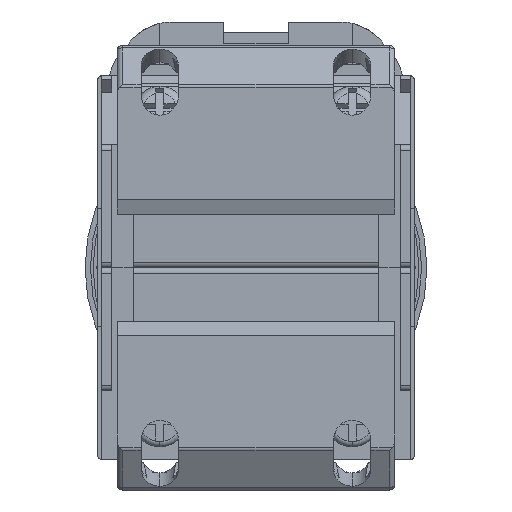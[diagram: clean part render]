
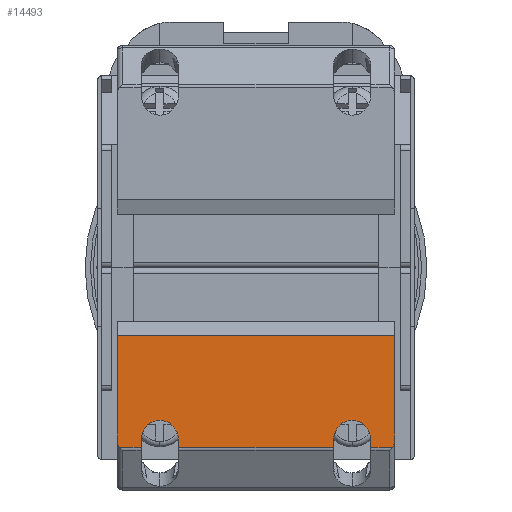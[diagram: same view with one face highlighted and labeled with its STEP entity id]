
A CAD part, front view. The second image highlights one B-rep face of the part: STEP entity #14493.
In plain terms, the highlighted planar face has unit normal (0, -1, 0).
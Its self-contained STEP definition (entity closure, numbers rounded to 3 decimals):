
#80 = CARTESIAN_POINT ( 'NONE',  ( -7.25, -61.5, -12.377 ) ) ;
#174 = CARTESIAN_POINT ( 'NONE',  ( 10.75, -61.5, -6.374 ) ) ;
#189 = CARTESIAN_POINT ( 'NONE',  ( 10.75, -61.5, -12.377 ) ) ;
#195 = VECTOR ( 'NONE', #7535, 1000. ) ;
#473 = CARTESIAN_POINT ( 'NONE',  ( 13., -61.5, -6.374 ) ) ;
#515 = LINE ( 'NONE', #4449, #3803 ) ;
#565 = EDGE_CURVE ( 'NONE', #14402, #9624, #9142, .T. ) ;
#768 = VECTOR ( 'NONE', #10754, 1000. ) ;
#951 = LINE ( 'NONE', #174, #195 ) ;
#1072 = LINE ( 'NONE', #11387, #10453 ) ;
#1307 = CARTESIAN_POINT ( 'NONE',  ( -10.75, -61.5, -16.185 ) ) ;
#1525 = CARTESIAN_POINT ( 'NONE',  ( 12.913, -61.5, -16.681 ) ) ;
#1957 = DIRECTION ( 'NONE',  ( -1., 0., 0. ) ) ;
#2025 = ORIENTED_EDGE ( 'NONE', *, *, #3034, .T. ) ;
#2507 = CARTESIAN_POINT ( 'NONE',  ( 7.25, -61.5, -16.86 ) ) ;
#2694 = VECTOR ( 'NONE', #14642, 1000. ) ;
#2907 = CARTESIAN_POINT ( 'NONE',  ( -12.913, -61.5, -16.681 ) ) ;
#2940 = DIRECTION ( 'NONE',  ( 0., 0., -1. ) ) ;
#3000 = LINE ( 'NONE', #4002, #15565 ) ;
#3034 = EDGE_CURVE ( 'NONE', #14952, #6453, #5979, .T. ) ;
#3281 = ORIENTED_EDGE ( 'NONE', *, *, #8448, .F. ) ;
#3649 = EDGE_CURVE ( 'NONE', #11137, #10239, #3738, .T. ) ;
#3656 = VECTOR ( 'NONE', #8475, 1000. ) ;
#3738 = LINE ( 'NONE', #4277, #13456 ) ;
#3755 = CARTESIAN_POINT ( 'NONE',  ( -10.75, -61.5, -12.377 ) ) ;
#3768 = EDGE_LOOP ( 'NONE', ( #9139, #2025, #11942, #4325, #4186, #15620, #5683, #6531, #3281, #11640, #7762, #7558, #8108, #12382 ) ) ;
#3803 = VECTOR ( 'NONE', #1957, 1000. ) ;
#3826 = FACE_OUTER_BOUND ( 'NONE', #3768, .T. ) ;
#3873 = CARTESIAN_POINT ( 'NONE',  ( 7.25, -61.5, -12.377 ) ) ;
#3926 = CARTESIAN_POINT ( 'NONE',  ( 10.75, -61.5, -16.185 ) ) ;
#3931 = CARTESIAN_POINT ( 'NONE',  ( -7.25, -61.5, -16.86 ) ) ;
#4002 = CARTESIAN_POINT ( 'NONE',  ( 13., -61.5, -6.374 ) ) ;
#4186 = ORIENTED_EDGE ( 'NONE', *, *, #15803, .F. ) ;
#4277 = CARTESIAN_POINT ( 'NONE',  ( -13., -61.5, -6.374 ) ) ;
#4325 = ORIENTED_EDGE ( 'NONE', *, *, #12645, .F. ) ;
#4430 = VERTEX_POINT ( 'NONE', #2507 ) ;
#4432 = AXIS2_PLACEMENT_3D ( 'NONE', #473, #12701, #5423 ) ;
#4449 = CARTESIAN_POINT ( 'NONE',  ( 13., -61.5, -16.86 ) ) ;
#4594 = EDGE_CURVE ( 'NONE', #9624, #7354, #10036, .T. ) ;
#4706 = CARTESIAN_POINT ( 'NONE',  ( 7.25, -61.5, -6.374 ) ) ;
#5086 = CARTESIAN_POINT ( 'NONE',  ( -13., -61.5, -16.039 ) ) ;
#5272 = DIRECTION ( 'NONE',  ( -1., 0., 0. ) ) ;
#5423 = DIRECTION ( 'NONE',  ( 0., 0., -1. ) ) ;
#5512 = DIRECTION ( 'NONE',  ( 0., 0., 1. ) ) ;
#5683 = ORIENTED_EDGE ( 'NONE', *, *, #14674, .T. ) ;
#5979 =( BOUNDED_CURVE ( )  B_SPLINE_CURVE ( 3, ( #11203, #3873, #189, #3926 ),
 .UNSPECIFIED., .F., .F. ) 
 B_SPLINE_CURVE_WITH_KNOTS ( ( 4, 4 ),
 ( 4.712, 7.854 ),
 .UNSPECIFIED. ) 
 CURVE ( )  GEOMETRIC_REPRESENTATION_ITEM ( )  RATIONAL_B_SPLINE_CURVE ( ( 1., 0.333, 0.333, 1. ) ) 
 REPRESENTATION_ITEM ( '' )  );
#6379 = CARTESIAN_POINT ( 'NONE',  ( -10.75, -61.5, -16.185 ) ) ;
#6453 = VERTEX_POINT ( 'NONE', #8305 ) ;
#6531 = ORIENTED_EDGE ( 'NONE', *, *, #3649, .F. ) ;
#6603 = CARTESIAN_POINT ( 'NONE',  ( -7.25, -61.5, -16.185 ) ) ;
#6961 = CARTESIAN_POINT ( 'NONE',  ( 12.76, -61.5, -16.86 ) ) ;
#7312 = LINE ( 'NONE', #4706, #768 ) ;
#7354 = VERTEX_POINT ( 'NONE', #3931 ) ;
#7535 = DIRECTION ( 'NONE',  ( 0., 0., -1. ) ) ;
#7558 = ORIENTED_EDGE ( 'NONE', *, *, #565, .T. ) ;
#7711 = EDGE_CURVE ( 'NONE', #4430, #14952, #7312, .T. ) ;
#7762 = ORIENTED_EDGE ( 'NONE', *, *, #13243, .T. ) ;
#7841 = CARTESIAN_POINT ( 'NONE',  ( -13., -61.5, -16.039 ) ) ;
#7866 = EDGE_CURVE ( 'NONE', #6453, #7870, #951, .T. ) ;
#7870 = VERTEX_POINT ( 'NONE', #14835 ) ;
#8108 = ORIENTED_EDGE ( 'NONE', *, *, #4594, .T. ) ;
#8305 = CARTESIAN_POINT ( 'NONE',  ( 10.75, -61.5, -16.185 ) ) ;
#8448 = EDGE_CURVE ( 'NONE', #12081, #11137, #11250, .T. ) ;
#8475 = DIRECTION ( 'NONE',  ( 0., 0., 1. ) ) ;
#8563 = CARTESIAN_POINT ( 'NONE',  ( -12.76, -61.5, -16.86 ) ) ;
#8649 = VECTOR ( 'NONE', #9424, 1000. ) ;
#9139 = ORIENTED_EDGE ( 'NONE', *, *, #7711, .T. ) ;
#9142 =( BOUNDED_CURVE ( )  B_SPLINE_CURVE ( 3, ( #1307, #3755, #80, #9866 ),
 .UNSPECIFIED., .F., .F. ) 
 B_SPLINE_CURVE_WITH_KNOTS ( ( 4, 4 ),
 ( 4.712, 7.854 ),
 .UNSPECIFIED. ) 
 CURVE ( )  GEOMETRIC_REPRESENTATION_ITEM ( )  RATIONAL_B_SPLINE_CURVE ( ( 1., 0.333, 0.333, 1. ) ) 
 REPRESENTATION_ITEM ( '' )  );
#9243 = EDGE_CURVE ( 'NONE', #9467, #12081, #1072, .T. ) ;
#9370 = CARTESIAN_POINT ( 'NONE',  ( 13., -61.5, -6.374 ) ) ;
#9376 = EDGE_CURVE ( 'NONE', #4430, #7354, #515, .T. ) ;
#9424 = DIRECTION ( 'NONE',  ( -1., 0., 0. ) ) ;
#9467 = VERTEX_POINT ( 'NONE', #15560 ) ;
#9544 = LINE ( 'NONE', #13401, #2694 ) ;
#9624 = VERTEX_POINT ( 'NONE', #6603 ) ;
#9848 = EDGE_CURVE ( 'NONE', #15740, #15705, #3000, .T. ) ;
#9866 = CARTESIAN_POINT ( 'NONE',  ( -7.25, -61.5, -16.185 ) ) ;
#10036 = LINE ( 'NONE', #10244, #13685 ) ;
#10079 = CARTESIAN_POINT ( 'NONE',  ( 12.76, -61.5, -16.86 ) ) ;
#10133 = LINE ( 'NONE', #13432, #3656 ) ;
#10239 = VERTEX_POINT ( 'NONE', #12044 ) ;
#10244 = CARTESIAN_POINT ( 'NONE',  ( -7.25, -61.5, -6.374 ) ) ;
#10251 = PLANE ( 'NONE',  #4432 ) ;
#10453 = VECTOR ( 'NONE', #5272, 1000. ) ;
#10754 = DIRECTION ( 'NONE',  ( 0., 0., 1. ) ) ;
#11088 = CARTESIAN_POINT ( 'NONE',  ( 13., -61.5, -6.374 ) ) ;
#11137 = VERTEX_POINT ( 'NONE', #5086 ) ;
#11203 = CARTESIAN_POINT ( 'NONE',  ( 7.25, -61.5, -16.185 ) ) ;
#11250 =( BOUNDED_CURVE ( )  B_SPLINE_CURVE ( 3, ( #11451, #2907, #15125, #7841 ),
 .UNSPECIFIED., .F., .F. ) 
 B_SPLINE_CURVE_WITH_KNOTS ( ( 4, 4 ),
 ( 3.689, 4.712 ),
 .UNSPECIFIED. ) 
 CURVE ( )  GEOMETRIC_REPRESENTATION_ITEM ( )  RATIONAL_B_SPLINE_CURVE ( ( 1., 0.915, 0.915, 1. ) ) 
 REPRESENTATION_ITEM ( '' )  );
#11272 = DIRECTION ( 'NONE',  ( 0., 0., 1. ) ) ;
#11387 = CARTESIAN_POINT ( 'NONE',  ( 13., -61.5, -16.86 ) ) ;
#11451 = CARTESIAN_POINT ( 'NONE',  ( -12.76, -61.5, -16.86 ) ) ;
#11640 = ORIENTED_EDGE ( 'NONE', *, *, #9243, .F. ) ;
#11942 = ORIENTED_EDGE ( 'NONE', *, *, #7866, .T. ) ;
#12044 = CARTESIAN_POINT ( 'NONE',  ( -13., -61.5, -6.374 ) ) ;
#12081 = VERTEX_POINT ( 'NONE', #8563 ) ;
#12265 = LINE ( 'NONE', #9370, #8649 ) ;
#12372 = CARTESIAN_POINT ( 'NONE',  ( 13., -61.5, -16.039 ) ) ;
#12382 = ORIENTED_EDGE ( 'NONE', *, *, #9376, .F. ) ;
#12463 = VERTEX_POINT ( 'NONE', #6961 ) ;
#12645 = EDGE_CURVE ( 'NONE', #12463, #7870, #9544, .T. ) ;
#12701 = DIRECTION ( 'NONE',  ( 0., 1., 0. ) ) ;
#13243 = EDGE_CURVE ( 'NONE', #9467, #14402, #10133, .T. ) ;
#13401 = CARTESIAN_POINT ( 'NONE',  ( 13., -61.5, -16.86 ) ) ;
#13432 = CARTESIAN_POINT ( 'NONE',  ( -10.75, -61.5, -6.374 ) ) ;
#13456 = VECTOR ( 'NONE', #5512, 1000. ) ;
#13685 = VECTOR ( 'NONE', #2940, 1000. ) ;
#13733 = CARTESIAN_POINT ( 'NONE',  ( 13., -61.5, -16.382 ) ) ;
#14179 =( BOUNDED_CURVE ( )  B_SPLINE_CURVE ( 3, ( #14938, #13733, #1525, #10079 ),
 .UNSPECIFIED., .F., .F. ) 
 B_SPLINE_CURVE_WITH_KNOTS ( ( 4, 4 ),
 ( 4.712, 5.736 ),
 .UNSPECIFIED. ) 
 CURVE ( )  GEOMETRIC_REPRESENTATION_ITEM ( )  RATIONAL_B_SPLINE_CURVE ( ( 1., 0.915, 0.915, 1. ) ) 
 REPRESENTATION_ITEM ( '' )  );
#14274 = CARTESIAN_POINT ( 'NONE',  ( 7.25, -61.5, -16.185 ) ) ;
#14402 = VERTEX_POINT ( 'NONE', #6379 ) ;
#14493 = ADVANCED_FACE ( 'NONE', ( #3826 ), #10251, .F. ) ;
#14642 = DIRECTION ( 'NONE',  ( -1., 0., 0. ) ) ;
#14674 = EDGE_CURVE ( 'NONE', #15705, #10239, #12265, .T. ) ;
#14835 = CARTESIAN_POINT ( 'NONE',  ( 10.75, -61.5, -16.86 ) ) ;
#14938 = CARTESIAN_POINT ( 'NONE',  ( 13., -61.5, -16.039 ) ) ;
#14952 = VERTEX_POINT ( 'NONE', #14274 ) ;
#15125 = CARTESIAN_POINT ( 'NONE',  ( -13., -61.5, -16.382 ) ) ;
#15560 = CARTESIAN_POINT ( 'NONE',  ( -10.75, -61.5, -16.86 ) ) ;
#15565 = VECTOR ( 'NONE', #11272, 1000. ) ;
#15620 = ORIENTED_EDGE ( 'NONE', *, *, #9848, .T. ) ;
#15705 = VERTEX_POINT ( 'NONE', #11088 ) ;
#15740 = VERTEX_POINT ( 'NONE', #12372 ) ;
#15803 = EDGE_CURVE ( 'NONE', #15740, #12463, #14179, .T. ) ;
